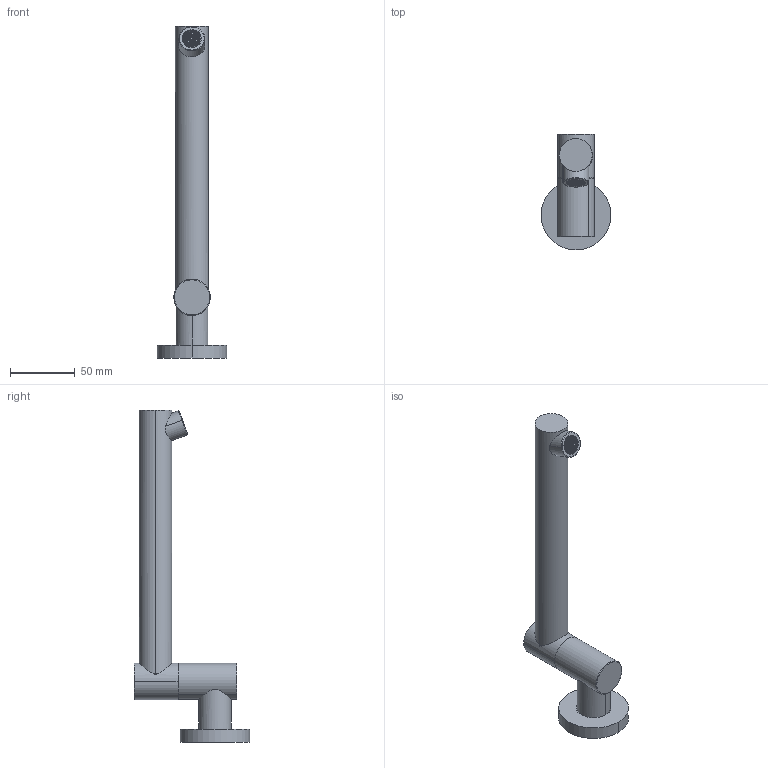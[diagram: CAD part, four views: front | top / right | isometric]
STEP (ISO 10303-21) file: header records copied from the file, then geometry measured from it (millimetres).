
FILE_DESCRIPTION (( 'STEP AP214' ), '1' );
FILE_NAME ('SUSSEX_SCALA_SBOSS250_bath_outlet_swivel_straight_250_shell.STEP', '2021-07-28T07:07:32', ( '' ), ( '' ), 'SwSTEP 2.0', 'SolidWorks 2020', '' );
FILE_SCHEMA (( 'AUTOMOTIVE_DESIGN' ));
Length unit declared in the file: millimetre
Products named in the file (1): SUSSEX_SCALA_SBOSS250_bath_outlet_swivel_straight_250_shell
Bounding box: 54 x 89.61 x 256.95 mm (x, y, z)
Volume: 97042.4 mm3; surface area: 57521.1 mm2
Topology: 7 solids, 7 shells, 574 faces, 1494 edges, 994 vertices
Faces by surface type: plane 524, cylinder 38, cone 8, torus 2, bspline 2
Entity records: 24858 total; most frequent: CARTESIAN_POINT 4394, ORIENTED_EDGE 2988, DIRECTION 2731, EDGE_CURVE 1494, LINE 1337, VECTOR 1337, VERTEX_POINT 994, AXIS2_PLACEMENT_3D 697
